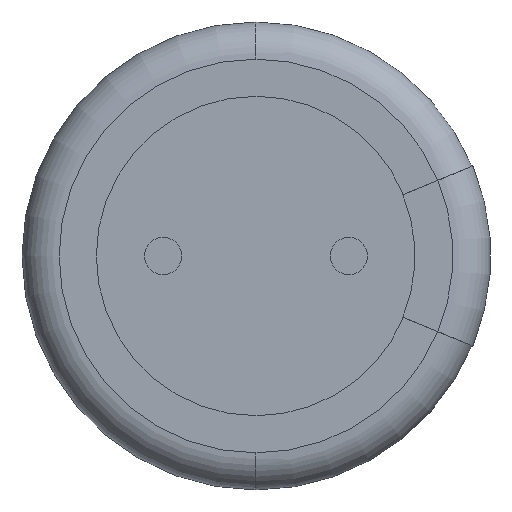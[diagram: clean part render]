
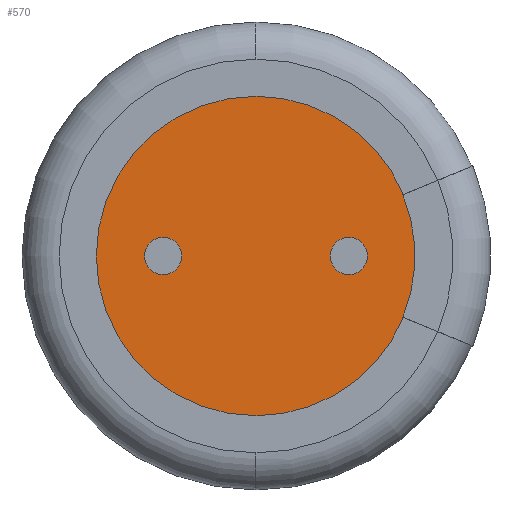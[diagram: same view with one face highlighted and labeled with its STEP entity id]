
A CAD part, front view. The second image highlights one B-rep face of the part: STEP entity #570.
In plain terms, the highlighted planar face has unit normal (0, -1, 0).
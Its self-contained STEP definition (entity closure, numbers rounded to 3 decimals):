
#5 = VERTEX_POINT ( 'NONE', #501 ) ;
#73 = CARTESIAN_POINT ( 'NONE',  ( 1.25, 0.3, 0.25 ) ) ;
#82 = DIRECTION ( 'NONE',  ( 0., 0., -1. ) ) ;
#136 = CARTESIAN_POINT ( 'NONE',  ( 0., 0.3, -2.15 ) ) ;
#140 = CARTESIAN_POINT ( 'NONE',  ( 0., 0.3, 0. ) ) ;
#197 = EDGE_CURVE ( 'NONE', #1243, #5, #624, .T. ) ;
#223 = CARTESIAN_POINT ( 'NONE',  ( -0.001, 0.3, 0.004 ) ) ;
#298 = DIRECTION ( 'NONE',  ( 0., 0., -1. ) ) ;
#302 = CIRCLE ( 'NONE', #1119, 2.15 ) ;
#325 = VERTEX_POINT ( 'NONE', #1544 ) ;
#397 = CARTESIAN_POINT ( 'NONE',  ( -1.25, 0.3, 0. ) ) ;
#406 = EDGE_CURVE ( 'NONE', #2004, #2204, #1268, .T. ) ;
#436 = AXIS2_PLACEMENT_3D ( 'NONE', #1811, #788, #1994 ) ;
#460 = EDGE_CURVE ( 'NONE', #548, #325, #1511, .T. ) ;
#471 = DIRECTION ( 'NONE',  ( 0., -1., 0. ) ) ;
#501 = CARTESIAN_POINT ( 'NONE',  ( -1.25, 0.3, 0.25 ) ) ;
#509 = CARTESIAN_POINT ( 'NONE',  ( 0., 0.3, 0. ) ) ;
#532 = ORIENTED_EDGE ( 'NONE', *, *, #1862, .F. ) ;
#548 = VERTEX_POINT ( 'NONE', #2133 ) ;
#553 = EDGE_LOOP ( 'NONE', ( #532, #851 ) ) ;
#556 = DIRECTION ( 'NONE',  ( -0.924, 0., 0.383 ) ) ;
#567 = DIRECTION ( 'NONE',  ( 0., 0., -1. ) ) ;
#570 = ADVANCED_FACE ( 'NONE', ( #1242, #2172, #2114 ), #1955, .T. ) ;
#577 = CARTESIAN_POINT ( 'NONE',  ( -0.01, 0.3, 0. ) ) ;
#600 = VERTEX_POINT ( 'NONE', #1789 ) ;
#602 = VECTOR ( 'NONE', #556, 1000. ) ;
#620 = DIRECTION ( 'NONE',  ( 0., -1., 0. ) ) ;
#624 = CIRCLE ( 'NONE', #1886, 0.25 ) ;
#654 = EDGE_CURVE ( 'NONE', #600, #1716, #1657, .T. ) ;
#666 = CIRCLE ( 'NONE', #1440, 0.25 ) ;
#676 = DIRECTION ( 'NONE',  ( 0., 0., -1. ) ) ;
#704 = VERTEX_POINT ( 'NONE', #136 ) ;
#724 = VERTEX_POINT ( 'NONE', #1644 ) ;
#729 = EDGE_CURVE ( 'NONE', #724, #704, #302, .T. ) ;
#741 = DIRECTION ( 'NONE',  ( 0., 0., -1. ) ) ;
#788 = DIRECTION ( 'NONE',  ( 0., -1., 0. ) ) ;
#851 = ORIENTED_EDGE ( 'NONE', *, *, #654, .F. ) ;
#931 = DIRECTION ( 'NONE',  ( 0., -1., 0. ) ) ;
#983 = ORIENTED_EDGE ( 'NONE', *, *, #1143, .T. ) ;
#985 = AXIS2_PLACEMENT_3D ( 'NONE', #577, #1766, #741 ) ;
#1008 = EDGE_LOOP ( 'NONE', ( #1010, #1747 ) ) ;
#1010 = ORIENTED_EDGE ( 'NONE', *, *, #1176, .F. ) ;
#1062 = CARTESIAN_POINT ( 'NONE',  ( -0.001, 0.3, -0.004 ) ) ;
#1072 = DIRECTION ( 'NONE',  ( 0., -1., 0. ) ) ;
#1086 = DIRECTION ( 'NONE',  ( 0., -1., 0. ) ) ;
#1117 = CIRCLE ( 'NONE', #985, 2.15 ) ;
#1119 = AXIS2_PLACEMENT_3D ( 'NONE', #1494, #471, #1670 ) ;
#1143 = EDGE_CURVE ( 'NONE', #325, #2204, #1117, .T. ) ;
#1176 = EDGE_CURVE ( 'NONE', #5, #1243, #666, .T. ) ;
#1242 = FACE_OUTER_BOUND ( 'NONE', #1497, .T. ) ;
#1243 = VERTEX_POINT ( 'NONE', #1446 ) ;
#1251 = AXIS2_PLACEMENT_3D ( 'NONE', #509, #1703, #676 ) ;
#1268 = LINE ( 'NONE', #223, #1774 ) ;
#1306 = DIRECTION ( 'NONE',  ( 0., -1., 0. ) ) ;
#1330 = CIRCLE ( 'NONE', #1558, 0.25 ) ;
#1393 = DIRECTION ( 'NONE',  ( -0.924, 0., -0.383 ) ) ;
#1426 = ORIENTED_EDGE ( 'NONE', *, *, #460, .T. ) ;
#1440 = AXIS2_PLACEMENT_3D ( 'NONE', #2131, #1086, #82 ) ;
#1446 = CARTESIAN_POINT ( 'NONE',  ( -1.25, 0.3, -0.25 ) ) ;
#1463 = ORIENTED_EDGE ( 'NONE', *, *, #1920, .T. ) ;
#1494 = CARTESIAN_POINT ( 'NONE',  ( 0., 0.3, 0. ) ) ;
#1497 = EDGE_LOOP ( 'NONE', ( #1525, #1890, #1572, #1463, #1426, #983 ) ) ;
#1511 = LINE ( 'NONE', #1062, #602 ) ;
#1525 = ORIENTED_EDGE ( 'NONE', *, *, #406, .F. ) ;
#1544 = CARTESIAN_POINT ( 'NONE',  ( 1.976, 0.3, -0.823 ) ) ;
#1558 = AXIS2_PLACEMENT_3D ( 'NONE', #1641, #620, #1810 ) ;
#1572 = ORIENTED_EDGE ( 'NONE', *, *, #729, .T. ) ;
#1619 = AXIS2_PLACEMENT_3D ( 'NONE', #1962, #931, #2150 ) ;
#1641 = CARTESIAN_POINT ( 'NONE',  ( 1.25, 0.3, 0. ) ) ;
#1644 = CARTESIAN_POINT ( 'NONE',  ( 0., 0.3, 2.15 ) ) ;
#1645 = CARTESIAN_POINT ( 'NONE',  ( 1.976, 0.3, 0.823 ) ) ;
#1657 = CIRCLE ( 'NONE', #436, 0.25 ) ;
#1670 = DIRECTION ( 'NONE',  ( 0., 0., -1. ) ) ;
#1703 = DIRECTION ( 'NONE',  ( 0., -1., 0. ) ) ;
#1716 = VERTEX_POINT ( 'NONE', #73 ) ;
#1738 = CIRCLE ( 'NONE', #2020, 2.15 ) ;
#1747 = ORIENTED_EDGE ( 'NONE', *, *, #197, .F. ) ;
#1766 = DIRECTION ( 'NONE',  ( 0., -1., 0. ) ) ;
#1774 = VECTOR ( 'NONE', #1393, 1000. ) ;
#1789 = CARTESIAN_POINT ( 'NONE',  ( 1.25, 0.3, -0.25 ) ) ;
#1810 = DIRECTION ( 'NONE',  ( 0., 0., 1. ) ) ;
#1811 = CARTESIAN_POINT ( 'NONE',  ( 1.25, 0.3, 0. ) ) ;
#1862 = EDGE_CURVE ( 'NONE', #1716, #600, #1330, .T. ) ;
#1886 = AXIS2_PLACEMENT_3D ( 'NONE', #397, #1072, #567 ) ;
#1890 = ORIENTED_EDGE ( 'NONE', *, *, #1997, .T. ) ;
#1920 = EDGE_CURVE ( 'NONE', #704, #548, #1738, .T. ) ;
#1955 = PLANE ( 'NONE',  #1619 ) ;
#1962 = CARTESIAN_POINT ( 'NONE',  ( 0., 0.3, 0. ) ) ;
#1994 = DIRECTION ( 'NONE',  ( 0., 0., 1. ) ) ;
#1997 = EDGE_CURVE ( 'NONE', #2004, #724, #2182, .T. ) ;
#2004 = VERTEX_POINT ( 'NONE', #2052 ) ;
#2020 = AXIS2_PLACEMENT_3D ( 'NONE', #140, #1306, #298 ) ;
#2052 = CARTESIAN_POINT ( 'NONE',  ( 1.985, 0.3, 0.826 ) ) ;
#2114 = FACE_BOUND ( 'NONE', #553, .T. ) ;
#2131 = CARTESIAN_POINT ( 'NONE',  ( -1.25, 0.3, 0. ) ) ;
#2133 = CARTESIAN_POINT ( 'NONE',  ( 1.985, 0.3, -0.826 ) ) ;
#2150 = DIRECTION ( 'NONE',  ( 0., 0., -1. ) ) ;
#2172 = FACE_BOUND ( 'NONE', #1008, .T. ) ;
#2182 = CIRCLE ( 'NONE', #1251, 2.15 ) ;
#2204 = VERTEX_POINT ( 'NONE', #1645 ) ;
